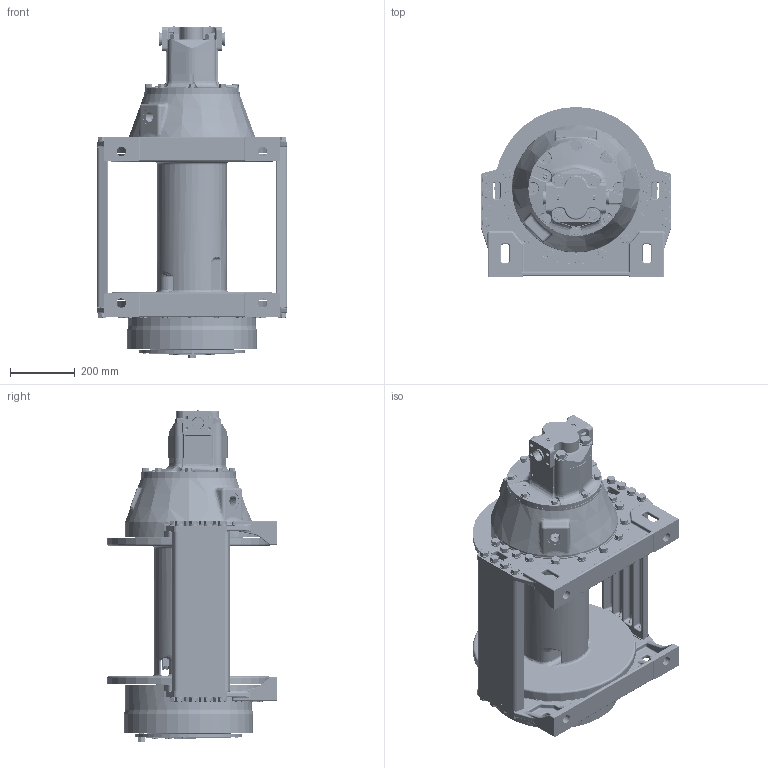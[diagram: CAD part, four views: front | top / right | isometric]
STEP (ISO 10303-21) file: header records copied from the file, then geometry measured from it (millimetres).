
FILE_DESCRIPTION((''),'2;1');
FILE_NAME('TWG-TEMP','2020-10-11T19:30:54',('Administrator'),(''),'CREO PARAMETRIC BY PTC INC, 2019030','CREO PARAMETRIC BY PTC INC, 2019030','');
FILE_SCHEMA(('AUTOMOTIVE_DESIGN { 1 0 10303 214 1 1 1 1 }'));
Products named in the file (1): TWG-TEMP
Bounding box: 590.55 x 525.78 x 1028.3 mm (x, y, z)
Surface area: 4771289.4 mm2 (no closed solid volume)
Topology: 0 solids, 308 shells, 4692 faces, 15001 edges, 10297 vertices
Faces by surface type: plane 1649, cylinder 1240, cone 584, torus 494, bspline 384, extrusion 258, sphere 83
Entity records: 244253 total; most frequent: CARTESIAN_POINT 88522, ORIENTED_EDGE 24428, DIRECTION 22601, EDGE_CURVE 14828, VERTEX_POINT 10297, AXIS2_PLACEMENT_3D 7935, VECTOR 6728, LINE 6470
